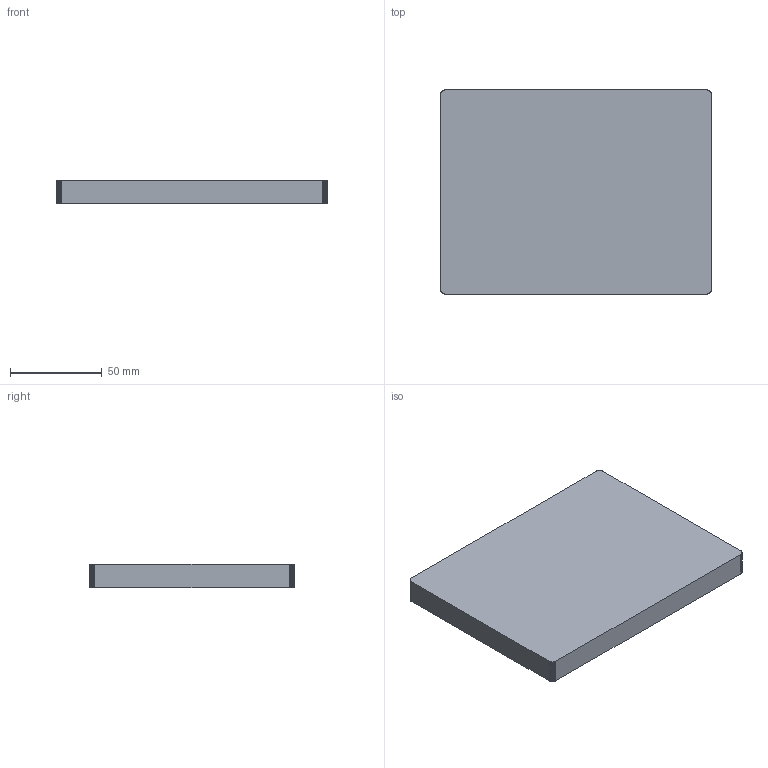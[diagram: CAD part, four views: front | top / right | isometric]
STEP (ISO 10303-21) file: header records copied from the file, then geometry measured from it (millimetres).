
FILE_DESCRIPTION(/* description */ (''),/* implementation_level */ '2;1');
FILE_NAME(/* name */ '11111_right-case.step',/* time_stamp */ '2023-04-02T15:04:06+09:00',/* author */ (''),/* organization */ (''),/* preprocessor_version */ 'ST-DEVELOPER v19.2',/* originating_system */ 'Autodesk Translation Framework v11.17.0.187',/* authorisation */ '');
FILE_SCHEMA (('AUTOMOTIVE_DESIGN { 1 0 10303 214 3 1 1 }'));
Length unit declared in the file: millimetre
Products named in the file (1): 11111_right-case
Bounding box: 147.36 x 111.06 x 13 mm (x, y, z)
Volume: 59447.4 mm3; surface area: 44536.9 mm2
Topology: 1 solids, 1 shells, 97 faces, 284 edges, 189 vertices
Faces by surface type: plane 97
Entity records: 3172 total; most frequent: CARTESIAN_POINT 571, ORIENTED_EDGE 568, DIRECTION 480, LINE 284, VECTOR 284, EDGE_CURVE 284, VERTEX_POINT 189, AXIS2_PLACEMENT_3D 98
